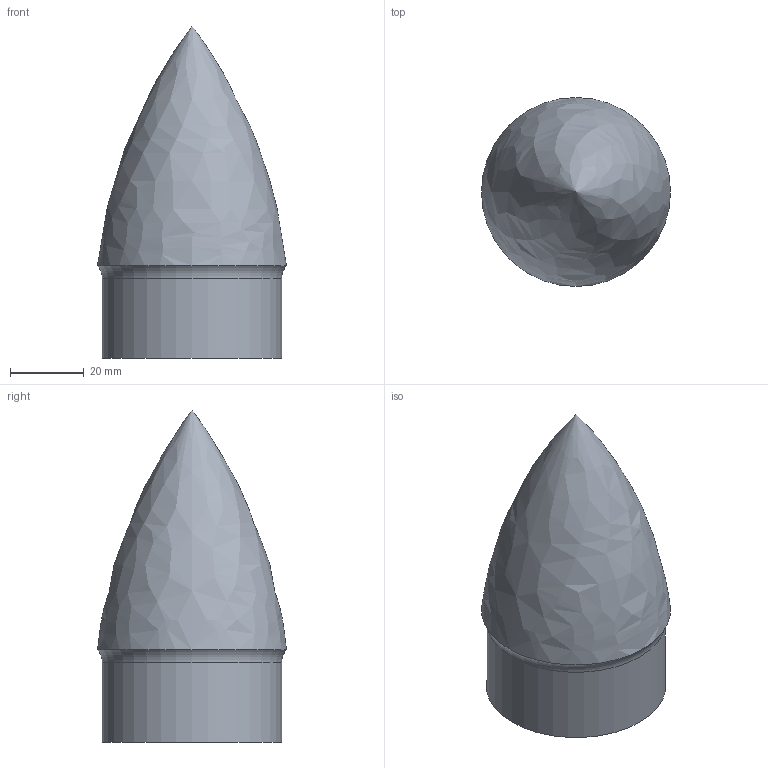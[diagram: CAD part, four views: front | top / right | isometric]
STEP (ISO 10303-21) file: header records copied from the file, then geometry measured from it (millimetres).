
FILE_DESCRIPTION( ( '' ), ' ' );
FILE_NAME( '5752792ee4b053149a3dd3cb.step', '2016-06-04T06:46:06', ( '' ), ( '' ), ' ', ' ', ' ' );
FILE_SCHEMA( ( 'AUTOMOTIVE_DESIGN { 1 0 10303 214 1 1 1 1 }' ) );
Length unit declared in the file: metre
Products named in the file (1): NoseCone
Bounding box: 51.24 x 51.24 x 90 mm (x, y, z)
Volume: 15302.6 mm3; surface area: 24248.6 mm2
Topology: 1 solids, 1 shells, 16 faces, 38 edges, 25 vertices
Faces by surface type: plane 11, bspline 2, cylinder 2, torus 1
Full cylindrical faces by diameter (mm): 46.7 x1, 48.7 x1
Entity records: 610 total; most frequent: CARTESIAN_POINT 125, DIRECTION 66, ORIENTED_EDGE 60, EDGE_CURVE 30, EDGE_LOOP 24, VERTEX_POINT 24, LINE 24, VECTOR 24
